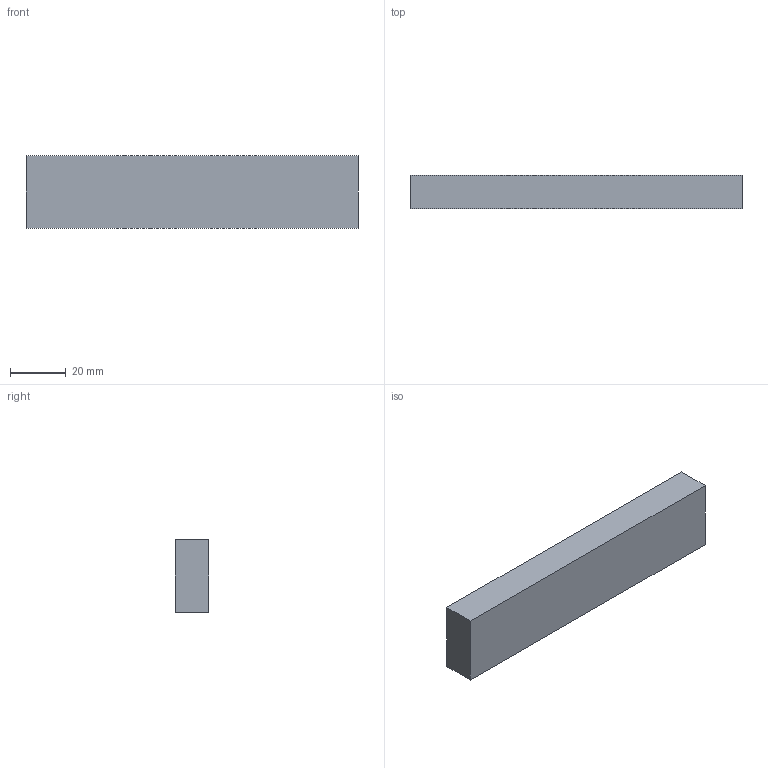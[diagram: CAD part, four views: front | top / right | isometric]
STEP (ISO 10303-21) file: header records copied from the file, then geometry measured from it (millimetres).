
FILE_DESCRIPTION(/* description */ (''),/* implementation_level */ '2;1');
FILE_NAME(/* name */ '31sj1.stp',/* time_stamp */ '2019-05-31T08:34:40+08:00',/* author */ (''),/* organization */ (''),/* preprocessor_version */ 'ST-DEVELOPER v16',/* originating_system */ 'SIEMENS PLM Software NX 10.0',/* authorisation */ '');
FILE_SCHEMA (('CONFIG_CONTROL_DESIGN'));
Length unit declared in the file: millimetre
Products named in the file (1): 651
Bounding box: 119.48 x 12 x 26 mm (x, y, z)
Surface area: 14234.7 mm2
Topology: 2 solids, 2 shells, 22 faces, 54 edges, 36 vertices
Faces by surface type: plane 18, extrusion 2, cylinder 2
Entity records: 746 total; most frequent: CARTESIAN_POINT 143, ORIENTED_EDGE 108, DIRECTION 98, EDGE_CURVE 54, VECTOR 48, LINE 46, VERTEX_POINT 36, AXIS2_PLACEMENT_3D 25
